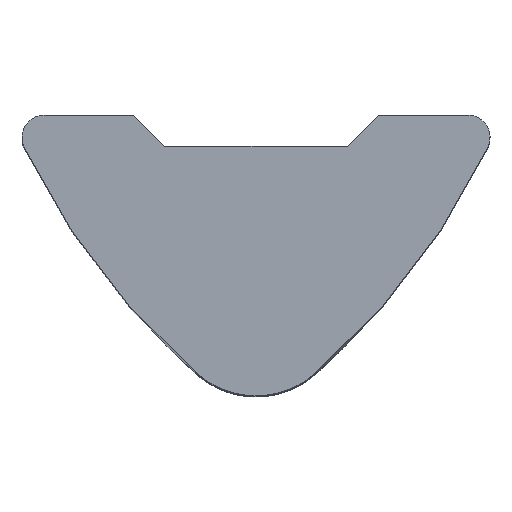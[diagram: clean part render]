
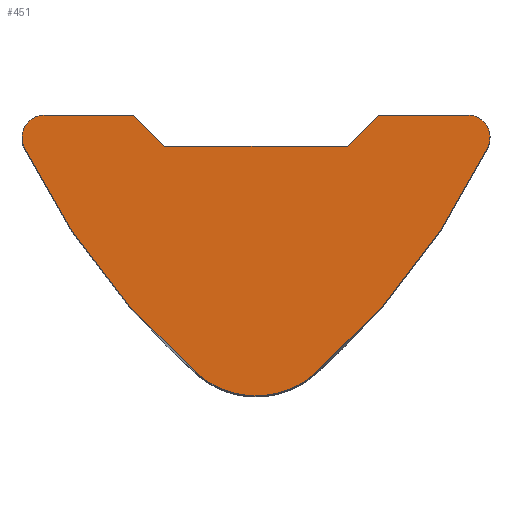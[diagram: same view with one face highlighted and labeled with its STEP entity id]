
A CAD part, top view. The second image highlights one B-rep face of the part: STEP entity #451.
In plain terms, the highlighted planar face has unit normal (0, 0, 1).
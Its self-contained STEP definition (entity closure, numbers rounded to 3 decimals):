
#3 = CARTESIAN_POINT ( 'NONE',  ( -4.75, -0.5, 17. ) ) ;
#29 = CARTESIAN_POINT ( 'NONE',  ( 4.75, 0., 17. ) ) ;
#35 = CIRCLE ( 'NONE', #180, 16. ) ;
#40 = CARTESIAN_POINT ( 'NONE',  ( -2.05, -0.7, 17. ) ) ;
#45 = CARTESIAN_POINT ( 'NONE',  ( -4.75, -0.5, 17. ) ) ;
#55 = DIRECTION ( 'NONE',  ( 1., 0., 0. ) ) ;
#58 = VERTEX_POINT ( 'NONE', #132 ) ;
#64 = DIRECTION ( 'NONE',  ( 1., 0., 0. ) ) ;
#91 = DIRECTION ( 'NONE',  ( -1., 0., 0. ) ) ;
#94 = ORIENTED_EDGE ( 'NONE', *, *, #542, .T. ) ;
#98 = CARTESIAN_POINT ( 'NONE',  ( -1.315, -5.807, 17. ) ) ;
#100 = DIRECTION ( 'NONE',  ( -0.707, 0.707, 0. ) ) ;
#101 = VERTEX_POINT ( 'NONE', #415 ) ;
#109 = CARTESIAN_POINT ( 'NONE',  ( 2.75, 0., 17. ) ) ;
#110 = DIRECTION ( 'NONE',  ( 1., 0., 0. ) ) ;
#115 = CARTESIAN_POINT ( 'NONE',  ( 1.315, -5.807, 17. ) ) ;
#117 = VECTOR ( 'NONE', #507, 1000. ) ;
#124 = EDGE_CURVE ( 'NONE', #58, #404, #143, .T. ) ;
#132 = CARTESIAN_POINT ( 'NONE',  ( 2.05, -0.7, 17. ) ) ;
#142 = ORIENTED_EDGE ( 'NONE', *, *, #594, .T. ) ;
#143 = LINE ( 'NONE', #40, #305 ) ;
#146 = LINE ( 'NONE', #154, #270 ) ;
#154 = CARTESIAN_POINT ( 'NONE',  ( 4.75, 0., 17. ) ) ;
#177 = DIRECTION ( 'NONE',  ( 0., 0., 1. ) ) ;
#180 = AXIS2_PLACEMENT_3D ( 'NONE', #262, #696, #321 ) ;
#182 = EDGE_CURVE ( 'NONE', #508, #58, #483, .T. ) ;
#196 = CARTESIAN_POINT ( 'NONE',  ( 2.75, 0., 17. ) ) ;
#198 = ORIENTED_EDGE ( 'NONE', *, *, #647, .T. ) ;
#205 = ORIENTED_EDGE ( 'NONE', *, *, #182, .T. ) ;
#206 = VERTEX_POINT ( 'NONE', #802 ) ;
#222 = AXIS2_PLACEMENT_3D ( 'NONE', #311, #688, #313 ) ;
#230 = ORIENTED_EDGE ( 'NONE', *, *, #382, .T. ) ;
#236 = EDGE_LOOP ( 'NONE', ( #230, #649, #142, #770, #198, #655, #654, #94, #205, #684, #535 ) ) ;
#244 = CARTESIAN_POINT ( 'NONE',  ( -2.75, 0., 17. ) ) ;
#260 = FACE_OUTER_BOUND ( 'NONE', #236, .T. ) ;
#262 = CARTESIAN_POINT ( 'NONE',  ( 9.203, 6.25, 17. ) ) ;
#270 = VECTOR ( 'NONE', #91, 1000. ) ;
#278 = LINE ( 'NONE', #244, #117 ) ;
#286 = VECTOR ( 'NONE', #491, 1000. ) ;
#305 = VECTOR ( 'NONE', #795, 1000. ) ;
#311 = CARTESIAN_POINT ( 'NONE',  ( -4.75, -0.5, 17. ) ) ;
#313 = DIRECTION ( 'NONE',  ( 1., 0., 0. ) ) ;
#321 = DIRECTION ( 'NONE',  ( 1., 0., 0. ) ) ;
#331 = CIRCLE ( 'NONE', #651, 2. ) ;
#336 = DIRECTION ( 'NONE',  ( 0., 0., 1. ) ) ;
#343 = CARTESIAN_POINT ( 'NONE',  ( 5.2, -0.718, 17. ) ) ;
#362 = AXIS2_PLACEMENT_3D ( 'NONE', #717, #336, #782 ) ;
#381 = VERTEX_POINT ( 'NONE', #748 ) ;
#382 = EDGE_CURVE ( 'NONE', #101, #493, #278, .T. ) ;
#404 = VERTEX_POINT ( 'NONE', #633 ) ;
#405 = EDGE_CURVE ( 'NONE', #493, #206, #596, .T. ) ;
#415 = CARTESIAN_POINT ( 'NONE',  ( -2.75, 0., 17. ) ) ;
#431 = DIRECTION ( 'NONE',  ( 0., 0., 1. ) ) ;
#442 = AXIS2_PLACEMENT_3D ( 'NONE', #3, #444, #64 ) ;
#444 = DIRECTION ( 'NONE',  ( 0., 0., 1. ) ) ;
#451 = ADVANCED_FACE ( 'NONE', ( #260 ), #638, .T. ) ;
#452 = CARTESIAN_POINT ( 'NONE',  ( -4.75, 0., 17. ) ) ;
#483 = LINE ( 'NONE', #109, #286 ) ;
#491 = DIRECTION ( 'NONE',  ( -0.707, -0.707, 0. ) ) ;
#492 = DIRECTION ( 'NONE',  ( 0., 0., 1. ) ) ;
#493 = VERTEX_POINT ( 'NONE', #452 ) ;
#506 = EDGE_CURVE ( 'NONE', #381, #815, #35, .T. ) ;
#507 = DIRECTION ( 'NONE',  ( -1., 0., 0. ) ) ;
#508 = VERTEX_POINT ( 'NONE', #196 ) ;
#535 = ORIENTED_EDGE ( 'NONE', *, *, #600, .T. ) ;
#542 = EDGE_CURVE ( 'NONE', #806, #508, #146, .T. ) ;
#560 = CARTESIAN_POINT ( 'NONE',  ( 4.75, -0.5, 17. ) ) ;
#578 = VERTEX_POINT ( 'NONE', #343 ) ;
#594 = EDGE_CURVE ( 'NONE', #206, #381, #708, .T. ) ;
#596 = CIRCLE ( 'NONE', #442, 0.5 ) ;
#600 = EDGE_CURVE ( 'NONE', #404, #101, #734, .T. ) ;
#607 = CARTESIAN_POINT ( 'NONE',  ( -2.75, 0., 17. ) ) ;
#624 = DIRECTION ( 'NONE',  ( -1., 0., 0. ) ) ;
#633 = CARTESIAN_POINT ( 'NONE',  ( -2.05, -0.7, 17. ) ) ;
#638 = PLANE ( 'NONE',  #222 ) ;
#639 = VERTEX_POINT ( 'NONE', #115 ) ;
#647 = EDGE_CURVE ( 'NONE', #815, #639, #331, .T. ) ;
#649 = ORIENTED_EDGE ( 'NONE', *, *, #405, .T. ) ;
#651 = AXIS2_PLACEMENT_3D ( 'NONE', #811, #431, #55 ) ;
#652 = EDGE_CURVE ( 'NONE', #578, #806, #673, .T. ) ;
#654 = ORIENTED_EDGE ( 'NONE', *, *, #652, .T. ) ;
#655 = ORIENTED_EDGE ( 'NONE', *, *, #766, .T. ) ;
#660 = CIRCLE ( 'NONE', #362, 16. ) ;
#673 = CIRCLE ( 'NONE', #809, 0.5 ) ;
#684 = ORIENTED_EDGE ( 'NONE', *, *, #124, .T. ) ;
#688 = DIRECTION ( 'NONE',  ( 0., 0., 1. ) ) ;
#696 = DIRECTION ( 'NONE',  ( 0., 0., 1. ) ) ;
#708 = CIRCLE ( 'NONE', #780, 0.5 ) ;
#717 = CARTESIAN_POINT ( 'NONE',  ( -9.203, 6.25, 17. ) ) ;
#734 = LINE ( 'NONE', #607, #755 ) ;
#748 = CARTESIAN_POINT ( 'NONE',  ( -5.2, -0.718, 17. ) ) ;
#755 = VECTOR ( 'NONE', #100, 1000. ) ;
#766 = EDGE_CURVE ( 'NONE', #639, #578, #660, .T. ) ;
#770 = ORIENTED_EDGE ( 'NONE', *, *, #506, .T. ) ;
#780 = AXIS2_PLACEMENT_3D ( 'NONE', #45, #492, #110 ) ;
#782 = DIRECTION ( 'NONE',  ( -1., 0., 0. ) ) ;
#795 = DIRECTION ( 'NONE',  ( -1., 0., 0. ) ) ;
#802 = CARTESIAN_POINT ( 'NONE',  ( -5.25, -0.5, 17. ) ) ;
#806 = VERTEX_POINT ( 'NONE', #29 ) ;
#809 = AXIS2_PLACEMENT_3D ( 'NONE', #560, #177, #624 ) ;
#811 = CARTESIAN_POINT ( 'NONE',  ( 0., -4.3, 17. ) ) ;
#815 = VERTEX_POINT ( 'NONE', #98 ) ;
